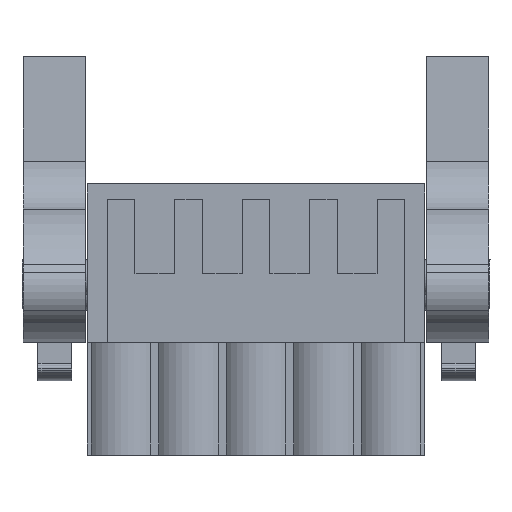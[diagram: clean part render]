
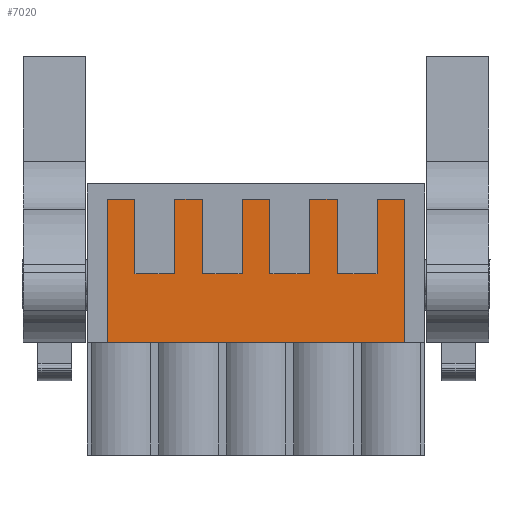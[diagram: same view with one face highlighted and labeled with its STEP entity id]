
A CAD part, front view. The second image highlights one B-rep face of the part: STEP entity #7020.
In plain terms, the highlighted planar face has unit normal (0, -1, 0).
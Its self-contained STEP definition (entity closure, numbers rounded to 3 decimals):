
#6840=AXIS2_PLACEMENT_3D('Plane Axis2P3D',#6837,#6838,#6839) ;
#2233=CARTESIAN_POINT('Vertex',(28.375,1.148,8.35)) ;
#2236=CARTESIAN_POINT('Line Origine',(17.35,1.148,8.35)) ;
#2240=CARTESIAN_POINT('Vertex',(6.325,1.148,8.35)) ;
#6821=CARTESIAN_POINT('Vertex',(28.375,1.148,18.975)) ;
#6824=CARTESIAN_POINT('Line Origine',(28.375,1.148,13.663)) ;
#6837=CARTESIAN_POINT('Axis2P3D Location',(27.272,1.148,17.4)) ;
#6842=CARTESIAN_POINT('Line Origine',(27.35,1.148,18.975)) ;
#6846=CARTESIAN_POINT('Vertex',(26.325,1.148,18.975)) ;
#6849=CARTESIAN_POINT('Line Origine',(26.325,1.148,16.216)) ;
#6853=CARTESIAN_POINT('Vertex',(26.325,1.148,13.457)) ;
#6856=CARTESIAN_POINT('Line Origine',(25.587,1.148,13.457)) ;
#6860=CARTESIAN_POINT('Vertex',(24.85,1.148,13.457)) ;
#6863=CARTESIAN_POINT('Line Origine',(24.112,1.148,13.457)) ;
#6867=CARTESIAN_POINT('Vertex',(23.375,1.148,13.457)) ;
#6870=CARTESIAN_POINT('Line Origine',(23.375,1.148,16.216)) ;
#6874=CARTESIAN_POINT('Vertex',(23.375,1.148,18.975)) ;
#6877=CARTESIAN_POINT('Line Origine',(22.35,1.148,18.975)) ;
#6881=CARTESIAN_POINT('Vertex',(21.325,1.148,18.975)) ;
#6884=CARTESIAN_POINT('Line Origine',(21.325,1.148,16.216)) ;
#6888=CARTESIAN_POINT('Vertex',(21.325,1.148,13.457)) ;
#6891=CARTESIAN_POINT('Line Origine',(20.587,1.148,13.457)) ;
#6895=CARTESIAN_POINT('Vertex',(19.85,1.148,13.457)) ;
#6898=CARTESIAN_POINT('Line Origine',(19.112,1.148,13.457)) ;
#6902=CARTESIAN_POINT('Vertex',(18.375,1.148,13.457)) ;
#6905=CARTESIAN_POINT('Line Origine',(18.375,1.148,16.216)) ;
#6909=CARTESIAN_POINT('Vertex',(18.375,1.148,18.975)) ;
#6912=CARTESIAN_POINT('Line Origine',(17.35,1.148,18.975)) ;
#6916=CARTESIAN_POINT('Vertex',(16.325,1.148,18.975)) ;
#6919=CARTESIAN_POINT('Line Origine',(16.325,1.148,16.216)) ;
#6923=CARTESIAN_POINT('Vertex',(16.325,1.148,13.457)) ;
#6926=CARTESIAN_POINT('Line Origine',(15.587,1.148,13.457)) ;
#6930=CARTESIAN_POINT('Vertex',(14.85,1.148,13.457)) ;
#6933=CARTESIAN_POINT('Line Origine',(14.112,1.148,13.457)) ;
#6937=CARTESIAN_POINT('Vertex',(13.375,1.148,13.457)) ;
#6940=CARTESIAN_POINT('Line Origine',(13.375,1.148,16.216)) ;
#6944=CARTESIAN_POINT('Vertex',(13.375,1.148,18.975)) ;
#6947=CARTESIAN_POINT('Line Origine',(12.35,1.148,18.975)) ;
#6951=CARTESIAN_POINT('Vertex',(11.325,1.148,18.975)) ;
#6954=CARTESIAN_POINT('Line Origine',(11.325,1.148,16.216)) ;
#6958=CARTESIAN_POINT('Vertex',(11.325,1.148,13.457)) ;
#6961=CARTESIAN_POINT('Line Origine',(10.587,1.148,13.457)) ;
#6965=CARTESIAN_POINT('Vertex',(9.85,1.148,13.457)) ;
#6968=CARTESIAN_POINT('Line Origine',(9.112,1.148,13.457)) ;
#6972=CARTESIAN_POINT('Vertex',(8.375,1.148,13.457)) ;
#6975=CARTESIAN_POINT('Line Origine',(8.375,1.148,16.216)) ;
#6979=CARTESIAN_POINT('Vertex',(8.375,1.148,18.975)) ;
#6982=CARTESIAN_POINT('Line Origine',(7.35,1.148,18.975)) ;
#6986=CARTESIAN_POINT('Vertex',(6.325,1.148,18.975)) ;
#6989=CARTESIAN_POINT('Line Origine',(6.325,1.148,13.662)) ;
#2237=DIRECTION('Vector Direction',(-1.,0.,0.)) ;
#6825=DIRECTION('Vector Direction',(0.,0.,1.)) ;
#6838=DIRECTION('Axis2P3D Direction',(0.,-1.,0.)) ;
#6839=DIRECTION('Axis2P3D XDirection',(0.,0.,1.)) ;
#6843=DIRECTION('Vector Direction',(-1.,0.,0.)) ;
#6850=DIRECTION('Vector Direction',(0.,0.,1.)) ;
#6857=DIRECTION('Vector Direction',(1.,0.,0.)) ;
#6864=DIRECTION('Vector Direction',(1.,0.,0.)) ;
#6871=DIRECTION('Vector Direction',(0.,0.,1.)) ;
#6878=DIRECTION('Vector Direction',(-1.,0.,0.)) ;
#6885=DIRECTION('Vector Direction',(0.,0.,1.)) ;
#6892=DIRECTION('Vector Direction',(1.,0.,0.)) ;
#6899=DIRECTION('Vector Direction',(1.,0.,0.)) ;
#6906=DIRECTION('Vector Direction',(0.,0.,1.)) ;
#6913=DIRECTION('Vector Direction',(-1.,0.,0.)) ;
#6920=DIRECTION('Vector Direction',(0.,0.,1.)) ;
#6927=DIRECTION('Vector Direction',(1.,0.,0.)) ;
#6934=DIRECTION('Vector Direction',(1.,0.,0.)) ;
#6941=DIRECTION('Vector Direction',(0.,0.,1.)) ;
#6948=DIRECTION('Vector Direction',(-1.,0.,0.)) ;
#6955=DIRECTION('Vector Direction',(0.,0.,1.)) ;
#6962=DIRECTION('Vector Direction',(1.,0.,0.)) ;
#6969=DIRECTION('Vector Direction',(1.,0.,0.)) ;
#6976=DIRECTION('Vector Direction',(0.,0.,-1.)) ;
#6983=DIRECTION('Vector Direction',(-1.,0.,0.)) ;
#6990=DIRECTION('Vector Direction',(0.,0.,1.)) ;
#2238=VECTOR('Line Direction',#2237,1.) ;
#6826=VECTOR('Line Direction',#6825,1.) ;
#6844=VECTOR('Line Direction',#6843,1.) ;
#6851=VECTOR('Line Direction',#6850,1.) ;
#6858=VECTOR('Line Direction',#6857,1.) ;
#6865=VECTOR('Line Direction',#6864,1.) ;
#6872=VECTOR('Line Direction',#6871,1.) ;
#6879=VECTOR('Line Direction',#6878,1.) ;
#6886=VECTOR('Line Direction',#6885,1.) ;
#6893=VECTOR('Line Direction',#6892,1.) ;
#6900=VECTOR('Line Direction',#6899,1.) ;
#6907=VECTOR('Line Direction',#6906,1.) ;
#6914=VECTOR('Line Direction',#6913,1.) ;
#6921=VECTOR('Line Direction',#6920,1.) ;
#6928=VECTOR('Line Direction',#6927,1.) ;
#6935=VECTOR('Line Direction',#6934,1.) ;
#6942=VECTOR('Line Direction',#6941,1.) ;
#6949=VECTOR('Line Direction',#6948,1.) ;
#6956=VECTOR('Line Direction',#6955,1.) ;
#6963=VECTOR('Line Direction',#6962,1.) ;
#6970=VECTOR('Line Direction',#6969,1.) ;
#6977=VECTOR('Line Direction',#6976,1.) ;
#6984=VECTOR('Line Direction',#6983,1.) ;
#6991=VECTOR('Line Direction',#6990,1.) ;
#6995=ORIENTED_EDGE('',*,*,#2242,.F.) ;
#6996=ORIENTED_EDGE('',*,*,#6828,.T.) ;
#6997=ORIENTED_EDGE('',*,*,#6848,.T.) ;
#6998=ORIENTED_EDGE('',*,*,#6855,.F.) ;
#6999=ORIENTED_EDGE('',*,*,#6862,.F.) ;
#7000=ORIENTED_EDGE('',*,*,#6869,.F.) ;
#7001=ORIENTED_EDGE('',*,*,#6876,.T.) ;
#7002=ORIENTED_EDGE('',*,*,#6883,.T.) ;
#7003=ORIENTED_EDGE('',*,*,#6890,.F.) ;
#7004=ORIENTED_EDGE('',*,*,#6897,.F.) ;
#7005=ORIENTED_EDGE('',*,*,#6904,.F.) ;
#7006=ORIENTED_EDGE('',*,*,#6911,.T.) ;
#7007=ORIENTED_EDGE('',*,*,#6918,.T.) ;
#7008=ORIENTED_EDGE('',*,*,#6925,.F.) ;
#7009=ORIENTED_EDGE('',*,*,#6932,.F.) ;
#7010=ORIENTED_EDGE('',*,*,#6939,.F.) ;
#7011=ORIENTED_EDGE('',*,*,#6946,.T.) ;
#7012=ORIENTED_EDGE('',*,*,#6953,.T.) ;
#7013=ORIENTED_EDGE('',*,*,#6960,.F.) ;
#7014=ORIENTED_EDGE('',*,*,#6967,.F.) ;
#7015=ORIENTED_EDGE('',*,*,#6974,.F.) ;
#7016=ORIENTED_EDGE('',*,*,#6981,.F.) ;
#7017=ORIENTED_EDGE('',*,*,#6988,.T.) ;
#7018=ORIENTED_EDGE('',*,*,#6993,.F.) ;
#7020=ADVANCED_FACE('HOUSING',(#7019),#6841,.T.) ;
#2242=EDGE_CURVE('',#2234,#2241,#2239,.T.) ;
#6828=EDGE_CURVE('',#2234,#6822,#6827,.T.) ;
#6848=EDGE_CURVE('',#6822,#6847,#6845,.T.) ;
#6855=EDGE_CURVE('',#6854,#6847,#6852,.T.) ;
#6862=EDGE_CURVE('',#6861,#6854,#6859,.T.) ;
#6869=EDGE_CURVE('',#6868,#6861,#6866,.T.) ;
#6876=EDGE_CURVE('',#6868,#6875,#6873,.T.) ;
#6883=EDGE_CURVE('',#6875,#6882,#6880,.T.) ;
#6890=EDGE_CURVE('',#6889,#6882,#6887,.T.) ;
#6897=EDGE_CURVE('',#6896,#6889,#6894,.T.) ;
#6904=EDGE_CURVE('',#6903,#6896,#6901,.T.) ;
#6911=EDGE_CURVE('',#6903,#6910,#6908,.T.) ;
#6918=EDGE_CURVE('',#6910,#6917,#6915,.T.) ;
#6925=EDGE_CURVE('',#6924,#6917,#6922,.T.) ;
#6932=EDGE_CURVE('',#6931,#6924,#6929,.T.) ;
#6939=EDGE_CURVE('',#6938,#6931,#6936,.T.) ;
#6946=EDGE_CURVE('',#6938,#6945,#6943,.T.) ;
#6953=EDGE_CURVE('',#6945,#6952,#6950,.T.) ;
#6960=EDGE_CURVE('',#6959,#6952,#6957,.T.) ;
#6967=EDGE_CURVE('',#6966,#6959,#6964,.T.) ;
#6974=EDGE_CURVE('',#6973,#6966,#6971,.T.) ;
#6981=EDGE_CURVE('',#6980,#6973,#6978,.T.) ;
#6988=EDGE_CURVE('',#6980,#6987,#6985,.T.) ;
#6993=EDGE_CURVE('',#2241,#6987,#6992,.T.) ;
#6994=EDGE_LOOP('',(#6995,#6996,#6997,#6998,#6999,#7000,#7001,#7002,#7003,#7004,#7005,#7006,#7007,#7008,#7009,#7010,#7011,#7012,#7013,#7014,#7015,#7016,#7017,#7018)) ;
#7019=FACE_OUTER_BOUND('',#6994,.T.) ;
#2239=LINE('Line',#2236,#2238) ;
#6827=LINE('Line',#6824,#6826) ;
#6845=LINE('Line',#6842,#6844) ;
#6852=LINE('Line',#6849,#6851) ;
#6859=LINE('Line',#6856,#6858) ;
#6866=LINE('Line',#6863,#6865) ;
#6873=LINE('Line',#6870,#6872) ;
#6880=LINE('Line',#6877,#6879) ;
#6887=LINE('Line',#6884,#6886) ;
#6894=LINE('Line',#6891,#6893) ;
#6901=LINE('Line',#6898,#6900) ;
#6908=LINE('Line',#6905,#6907) ;
#6915=LINE('Line',#6912,#6914) ;
#6922=LINE('Line',#6919,#6921) ;
#6929=LINE('Line',#6926,#6928) ;
#6936=LINE('Line',#6933,#6935) ;
#6943=LINE('Line',#6940,#6942) ;
#6950=LINE('Line',#6947,#6949) ;
#6957=LINE('Line',#6954,#6956) ;
#6964=LINE('Line',#6961,#6963) ;
#6971=LINE('Line',#6968,#6970) ;
#6978=LINE('Line',#6975,#6977) ;
#6985=LINE('Line',#6982,#6984) ;
#6992=LINE('Line',#6989,#6991) ;
#6841=PLANE('',#6840) ;
#2234=VERTEX_POINT('',#2233) ;
#2241=VERTEX_POINT('',#2240) ;
#6822=VERTEX_POINT('',#6821) ;
#6847=VERTEX_POINT('',#6846) ;
#6854=VERTEX_POINT('',#6853) ;
#6861=VERTEX_POINT('',#6860) ;
#6868=VERTEX_POINT('',#6867) ;
#6875=VERTEX_POINT('',#6874) ;
#6882=VERTEX_POINT('',#6881) ;
#6889=VERTEX_POINT('',#6888) ;
#6896=VERTEX_POINT('',#6895) ;
#6903=VERTEX_POINT('',#6902) ;
#6910=VERTEX_POINT('',#6909) ;
#6917=VERTEX_POINT('',#6916) ;
#6924=VERTEX_POINT('',#6923) ;
#6931=VERTEX_POINT('',#6930) ;
#6938=VERTEX_POINT('',#6937) ;
#6945=VERTEX_POINT('',#6944) ;
#6952=VERTEX_POINT('',#6951) ;
#6959=VERTEX_POINT('',#6958) ;
#6966=VERTEX_POINT('',#6965) ;
#6973=VERTEX_POINT('',#6972) ;
#6980=VERTEX_POINT('',#6979) ;
#6987=VERTEX_POINT('',#6986) ;
